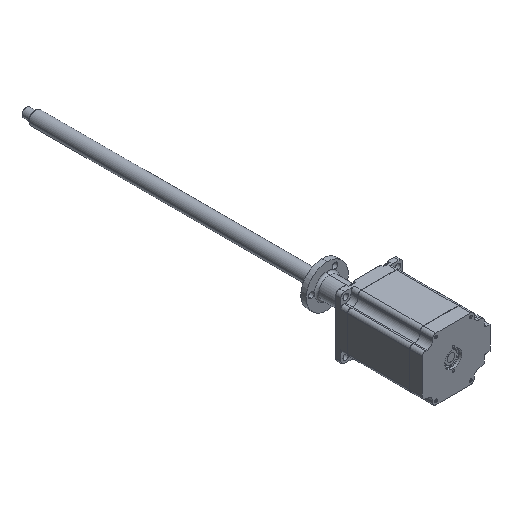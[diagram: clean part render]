
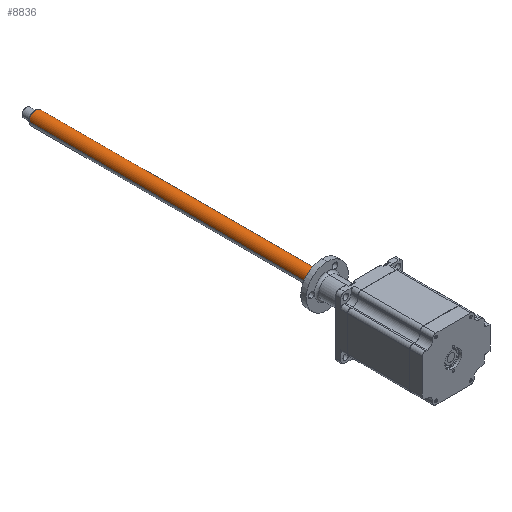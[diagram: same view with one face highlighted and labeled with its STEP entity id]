
A CAD part, isometric view. The second image highlights one B-rep face of the part: STEP entity #8836.
In plain terms, the highlighted cylindrical face has radius 6 mm (diameter 12 mm), a partial arc.
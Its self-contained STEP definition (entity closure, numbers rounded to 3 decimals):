
#27 = LINE ( 'NONE', #917, #5223 ) ;
#343 = DIRECTION ( 'NONE',  ( 0., -1., 0. ) ) ;
#917 = CARTESIAN_POINT ( 'NONE',  ( -23.29, 320.999, 33.163 ) ) ;
#1918 = DIRECTION ( 'NONE',  ( 0., -1., 0. ) ) ;
#1931 = DIRECTION ( 'NONE',  ( 0., -1., 0. ) ) ;
#1954 = DIRECTION ( 'NONE',  ( 0., -1., 0. ) ) ;
#1970 = ORIENTED_EDGE ( 'NONE', *, *, #10841, .T. ) ;
#2085 = VECTOR ( 'NONE', #1931, 1000. ) ;
#2195 = EDGE_CURVE ( 'NONE', #11189, #3303, #11888, .T. ) ;
#2335 = VERTEX_POINT ( 'NONE', #10384 ) ;
#2539 = AXIS2_PLACEMENT_3D ( 'NONE', #6178, #343, #7121 ) ;
#3303 = VERTEX_POINT ( 'NONE', #5651 ) ;
#3455 = FACE_OUTER_BOUND ( 'NONE', #9769, .T. ) ;
#3509 = AXIS2_PLACEMENT_3D ( 'NONE', #9805, #4151, #10757 ) ;
#3633 = ORIENTED_EDGE ( 'NONE', *, *, #7843, .F. ) ;
#3935 = DIRECTION ( 'NONE',  ( -1., 0., -0.031 ) ) ;
#4151 = DIRECTION ( 'NONE',  ( 0., -1., 0. ) ) ;
#4364 = VERTEX_POINT ( 'NONE', #11287 ) ;
#4389 = CIRCLE ( 'NONE', #3509, 6. ) ;
#5223 = VECTOR ( 'NONE', #1918, 1000. ) ;
#5651 = CARTESIAN_POINT ( 'NONE',  ( -11.296, 20.999, 33.537 ) ) ;
#6178 = CARTESIAN_POINT ( 'NONE',  ( -17.293, 319.999, 33.35 ) ) ;
#7121 = DIRECTION ( 'NONE',  ( 1., 0., 0.031 ) ) ;
#7843 = EDGE_CURVE ( 'NONE', #3303, #4364, #4389, .T. ) ;
#8261 = ORIENTED_EDGE ( 'NONE', *, *, #11062, .T. ) ;
#8628 = ORIENTED_EDGE ( 'NONE', *, *, #2195, .F. ) ;
#8836 = ADVANCED_FACE ( 'NONE', ( #3455 ), #10417, .T. ) ;
#9419 = CARTESIAN_POINT ( 'NONE',  ( -11.296, 320.999, 33.537 ) ) ;
#9602 = CARTESIAN_POINT ( 'NONE',  ( -17.293, 320.999, 33.35 ) ) ;
#9769 = EDGE_LOOP ( 'NONE', ( #8628, #8261, #1970, #3633 ) ) ;
#9805 = CARTESIAN_POINT ( 'NONE',  ( -17.293, 20.999, 33.35 ) ) ;
#10384 = CARTESIAN_POINT ( 'NONE',  ( -23.29, 319.999, 33.163 ) ) ;
#10417 = CYLINDRICAL_SURFACE ( 'NONE', #11653, 6. ) ;
#10483 = CIRCLE ( 'NONE', #2539, 6. ) ;
#10757 = DIRECTION ( 'NONE',  ( -1., 0., -0.031 ) ) ;
#10841 = EDGE_CURVE ( 'NONE', #2335, #4364, #27, .T. ) ;
#11062 = EDGE_CURVE ( 'NONE', #11189, #2335, #10483, .T. ) ;
#11189 = VERTEX_POINT ( 'NONE', #11369 ) ;
#11287 = CARTESIAN_POINT ( 'NONE',  ( -23.29, 20.999, 33.163 ) ) ;
#11369 = CARTESIAN_POINT ( 'NONE',  ( -11.296, 319.999, 33.537 ) ) ;
#11653 = AXIS2_PLACEMENT_3D ( 'NONE', #9602, #1954, #3935 ) ;
#11888 = LINE ( 'NONE', #9419, #2085 ) ;
